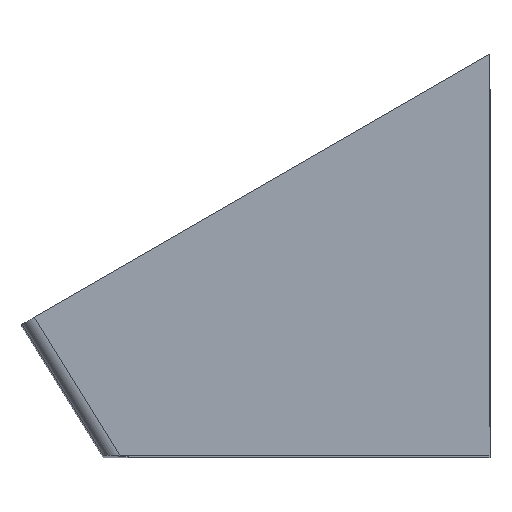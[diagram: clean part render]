
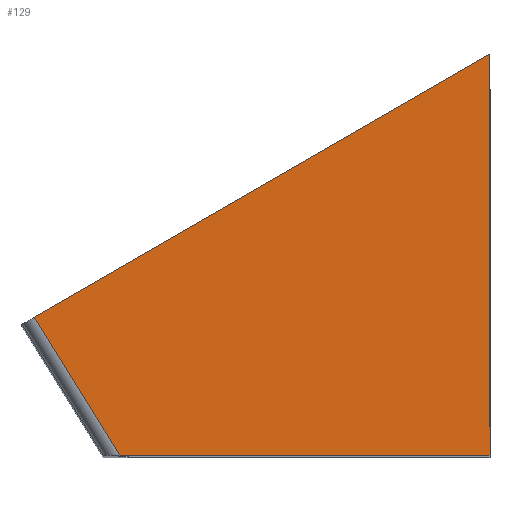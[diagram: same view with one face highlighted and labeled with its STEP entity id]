
A CAD part, top view. The second image highlights one B-rep face of the part: STEP entity #129.
In plain terms, the highlighted planar face has unit normal (0, 0, 1).
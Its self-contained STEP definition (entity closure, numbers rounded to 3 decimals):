
#27 = EDGE_CURVE ( 'NONE', #126, #133, #294, .T. ) ;
#31 = LINE ( 'NONE', #1278, #449 ) ;
#61 = PLANE ( 'NONE',  #1477 ) ;
#67 = CARTESIAN_POINT ( 'NONE',  ( 121.922, 675.842, 3. ) ) ;
#93 = ORIENTED_EDGE ( 'NONE', *, *, #627, .T. ) ;
#126 = VERTEX_POINT ( 'NONE', #306 ) ;
#129 = ADVANCED_FACE ( 'NONE', ( #795 ), #61, .F. ) ;
#133 = VERTEX_POINT ( 'NONE', #67 ) ;
#231 = VERTEX_POINT ( 'NONE', #1128 ) ;
#294 = LINE ( 'NONE', #665, #1583 ) ;
#306 = CARTESIAN_POINT ( 'NONE',  ( 185.834, 712.742, 3. ) ) ;
#414 = DIRECTION ( 'NONE',  ( 1., 0., 0. ) ) ;
#429 = EDGE_CURVE ( 'NONE', #231, #126, #616, .T. ) ;
#449 = VECTOR ( 'NONE', #414, 1000. ) ;
#476 = DIRECTION ( 'NONE',  ( 0., 1., 0. ) ) ;
#558 = DIRECTION ( 'NONE',  ( 0., 0., -1. ) ) ;
#565 = LINE ( 'NONE', #1441, #1133 ) ;
#616 = LINE ( 'NONE', #1340, #728 ) ;
#627 = EDGE_CURVE ( 'NONE', #782, #231, #31, .T. ) ;
#665 = CARTESIAN_POINT ( 'NONE',  ( 185.834, 712.742, 3. ) ) ;
#728 = VECTOR ( 'NONE', #476, 1000. ) ;
#775 = EDGE_LOOP ( 'NONE', ( #1377, #1180, #93, #1174 ) ) ;
#782 = VERTEX_POINT ( 'NONE', #1360 ) ;
#795 = FACE_OUTER_BOUND ( 'NONE', #775, .T. ) ;
#1128 = CARTESIAN_POINT ( 'NONE',  ( 185.834, 656.464, 3. ) ) ;
#1133 = VECTOR ( 'NONE', #1179, 1000. ) ;
#1174 = ORIENTED_EDGE ( 'NONE', *, *, #429, .T. ) ;
#1179 = DIRECTION ( 'NONE',  ( 0.527, -0.85, 0. ) ) ;
#1180 = ORIENTED_EDGE ( 'NONE', *, *, #1326, .T. ) ;
#1194 = CARTESIAN_POINT ( 'NONE',  ( 0., 0., 3. ) ) ;
#1278 = CARTESIAN_POINT ( 'NONE',  ( 131.59, 656.464, 3. ) ) ;
#1311 = DIRECTION ( 'NONE',  ( -0.866, -0.5, 0. ) ) ;
#1326 = EDGE_CURVE ( 'NONE', #133, #782, #565, .T. ) ;
#1340 = CARTESIAN_POINT ( 'NONE',  ( 185.834, 656.464, 3. ) ) ;
#1360 = CARTESIAN_POINT ( 'NONE',  ( 133.943, 656.464, 3. ) ) ;
#1377 = ORIENTED_EDGE ( 'NONE', *, *, #27, .T. ) ;
#1441 = CARTESIAN_POINT ( 'NONE',  ( 390.79, 242.424, 3. ) ) ;
#1477 = AXIS2_PLACEMENT_3D ( 'NONE', #1194, #558, #1533 ) ;
#1533 = DIRECTION ( 'NONE',  ( -1., 0., 0. ) ) ;
#1583 = VECTOR ( 'NONE', #1311, 1000. ) ;
